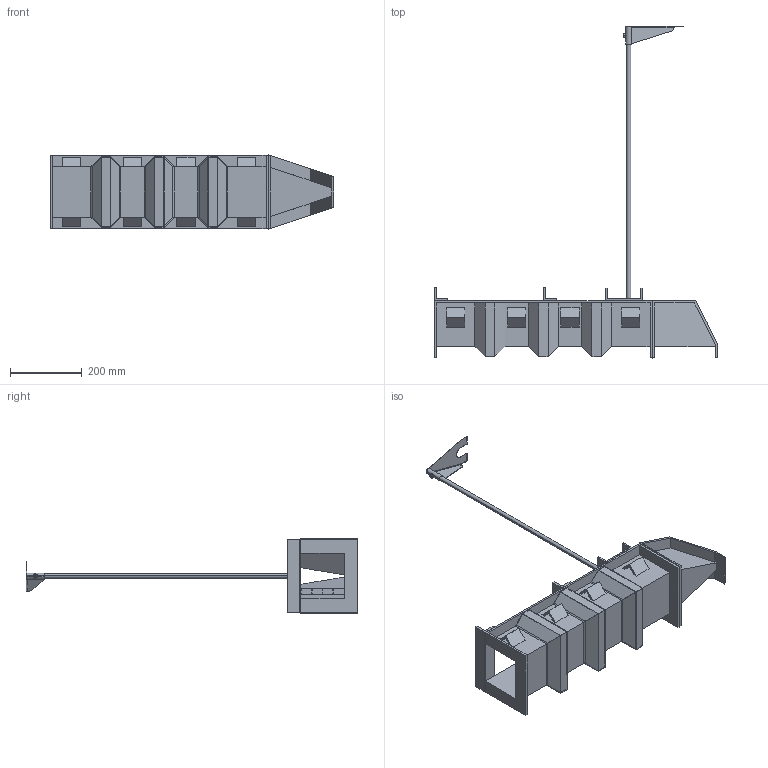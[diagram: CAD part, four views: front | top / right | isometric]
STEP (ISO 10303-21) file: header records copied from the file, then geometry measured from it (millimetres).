
FILE_DESCRIPTION (( 'STEP AP214' ), '1' );
FILE_NAME ('0.4HS Flume Assem1 with options.STEP', '2020-09-08T15:59:30', ( '' ), ( '' ), 'SwSTEP 2.0', 'SolidWorks 2020', '' );
FILE_SCHEMA (( 'AUTOMOTIVE_DESIGN' ));
Length unit declared in the file: inch
Products named in the file (12): 0.5H   Rev ATop Bracket Assembly; 0.5H   Rev ATop Bracket Rev A sheet metal; Copy of 49976 Rev Ashaft^0.4HS Flume Ultrasonic Transducer Assy; HS Flume_0.40'' HS FLUME - with options; 0.4HS Flume Assem1 with options; 0.5H   C Channel Ultrasonic Bkt_0.4HS Flume; Parshall Staff Gauge_English Staff Gauge - .4ft; 0.5H   Rev ATop Bracket Tube; 0.4HS Flume Ultrasonic Transducer Assy_0.4HS Flume; hex nut_ai_HNUT 0.2500-20-D-N; 0.5H   Rev Abase plate; HS Flume ApproacH Section_0.4'' HS
Assembly tree (11 placements, depth 4):
  0.4HS Flume Assem1 with options
    HS Flume_0.40'' HS FLUME - with options
    HS Flume ApproacH Section_0.4'' HS
    0.4HS Flume Ultrasonic Transducer Assy_0.4HS Flume
      0.5H   Rev Abase plate
      Copy of 49976 Rev Ashaft^0.4HS Flume Ultrasonic Transducer Assy
      0.5H   Rev ATop Bracket Assembly
        hex nut_ai_HNUT 0.2500-20-D-N
        0.5H   Rev ATop Bracket Tube
        0.5H   Rev ATop Bracket Rev A sheet metal
      0.5H   C Channel Ultrasonic Bkt_0.4HS Flume
    Parshall Staff Gauge_English Staff Gauge - .4ft
Bounding box: 792.48 x 928.42 x 208.34 mm (x, y, z)
Volume: 3470507.2 mm3; surface area: 1611498.3 mm2
Topology: 31 solids, 31 shells, 336 faces, 796 edges, 520 vertices
Faces by surface type: plane 295, cylinder 23, cone 16, bspline 2
Entity records: 12192 total; most frequent: CARTESIAN_POINT 2090, ORIENTED_EDGE 1592, DIRECTION 1514, EDGE_CURVE 796, LINE 710, VECTOR 710, VERTEX_POINT 520, AXIS2_PLACEMENT_3D 402
